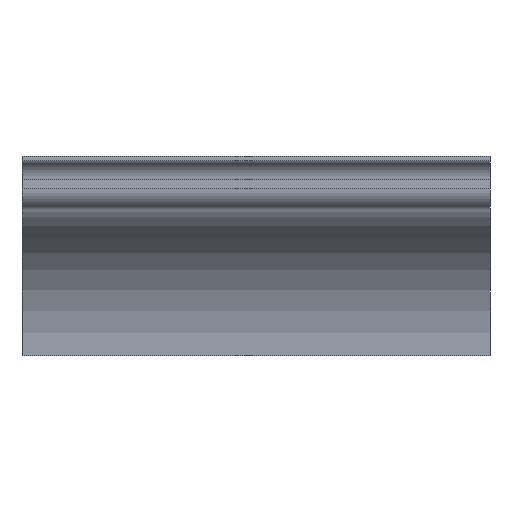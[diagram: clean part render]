
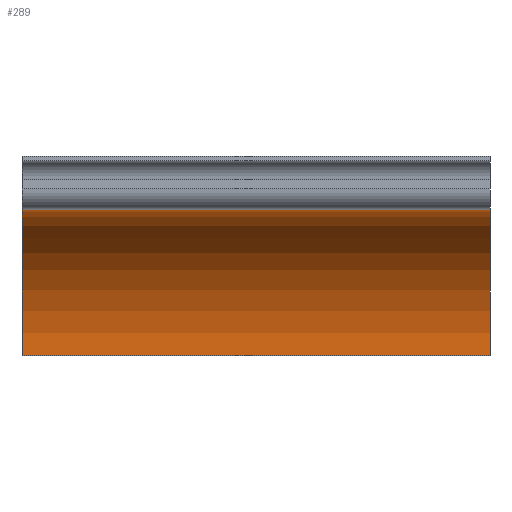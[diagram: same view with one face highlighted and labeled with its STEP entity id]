
A CAD part, front view. The second image highlights one B-rep face of the part: STEP entity #289.
In plain terms, the highlighted cylindrical face has radius 30 mm (diameter 60 mm), a partial arc.
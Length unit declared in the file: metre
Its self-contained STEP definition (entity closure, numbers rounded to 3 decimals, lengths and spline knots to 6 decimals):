
#14=CIRCLE('',#321,0.03);
#15=CIRCLE('',#322,0.03);
#25=CYLINDRICAL_SURFACE('',#320,0.03);
#42=ORIENTED_EDGE('',*,*,#124,.F.);
#43=ORIENTED_EDGE('',*,*,#125,.F.);
#44=ORIENTED_EDGE('',*,*,#126,.T.);
#45=ORIENTED_EDGE('',*,*,#122,.T.);
#122=EDGE_CURVE('',#163,#162,#190,.T.);
#124=EDGE_CURVE('',#164,#162,#14,.T.);
#125=EDGE_CURVE('',#165,#164,#192,.T.);
#126=EDGE_CURVE('',#165,#163,#15,.T.);
#162=VERTEX_POINT('',#449);
#163=VERTEX_POINT('',#451);
#164=VERTEX_POINT('',#455);
#165=VERTEX_POINT('',#457);
#190=LINE('',#450,#220);
#192=LINE('',#456,#222);
#220=VECTOR('',#361,1.);
#222=VECTOR('',#367,1.);
#247=EDGE_LOOP('',(#42,#43,#44,#45));
#263=FACE_BOUND('',#247,.T.);
#289=ADVANCED_FACE('',(#263),#25,.F.);
#320=AXIS2_PLACEMENT_3D('',#453,#363,#364);
#321=AXIS2_PLACEMENT_3D('',#454,#365,#366);
#322=AXIS2_PLACEMENT_3D('',#458,#368,#369);
#361=DIRECTION('',(-1.,0.,0.));
#363=DIRECTION('',(-1.,0.,0.));
#364=DIRECTION('',(0.,0.,1.));
#365=DIRECTION('',(1.,0.,0.));
#366=DIRECTION('',(0.,0.,-1.));
#367=DIRECTION('',(-1.,0.,0.));
#368=DIRECTION('',(1.,0.,0.));
#369=DIRECTION('',(0.,0.,-1.));
#449=CARTESIAN_POINT('',(0.,0.029775,-0.019216));
#450=CARTESIAN_POINT('',(0.1,0.029775,-0.019216));
#451=CARTESIAN_POINT('',(0.1,0.029775,-0.019216));
#453=CARTESIAN_POINT('',(0.1,0.029775,-0.049216));
#454=CARTESIAN_POINT('',(0.,0.029775,-0.049216));
#455=CARTESIAN_POINT('',(0.,0.05975,-0.050449));
#456=CARTESIAN_POINT('',(0.1,0.05975,-0.050449));
#457=CARTESIAN_POINT('',(0.1,0.05975,-0.050449));
#458=CARTESIAN_POINT('',(0.1,0.029775,-0.049216));
